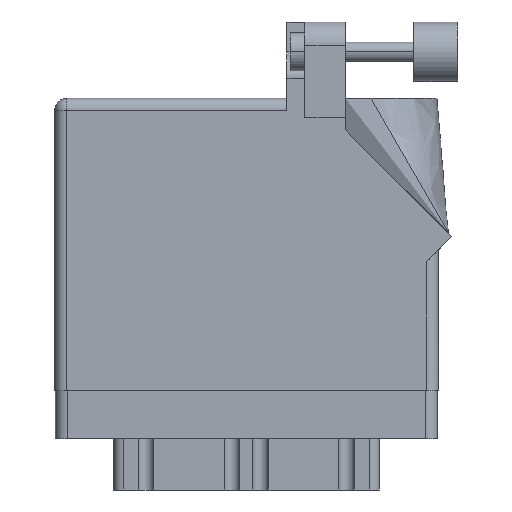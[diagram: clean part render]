
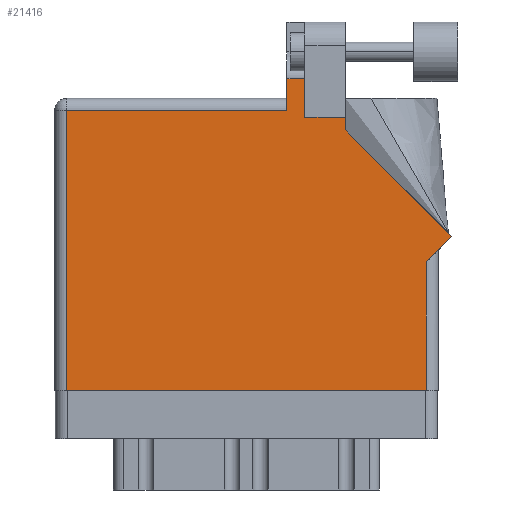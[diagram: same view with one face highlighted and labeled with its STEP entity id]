
A CAD part, front view. The second image highlights one B-rep face of the part: STEP entity #21416.
In plain terms, the highlighted face is planar.
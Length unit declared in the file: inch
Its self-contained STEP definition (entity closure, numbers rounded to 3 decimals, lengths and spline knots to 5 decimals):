
#20 = AXIS2_PLACEMENT_3D ( 'NONE', #6730, #31339, #15128 ) ;
#187 = LINE ( 'NONE', #11058, #1788 ) ;
#349 = DIRECTION ( 'NONE',  ( -0.707, 0.707, 0. ) ) ;
#1326 = VERTEX_POINT ( 'NONE', #20102 ) ;
#1530 = DIRECTION ( 'NONE',  ( 0.707, 0.707, 0. ) ) ;
#1788 = VECTOR ( 'NONE', #349, 39.37008 ) ;
#1868 = CARTESIAN_POINT ( 'NONE',  ( 1.311, 1.43, 0. ) ) ;
#2015 = EDGE_LOOP ( 'NONE', ( #5568, #11693, #20860, #35233, #16103, #26228, #26757, #23604, #24181, #11283, #32451 ) ) ;
#2560 = VECTOR ( 'NONE', #4687, 39.37008 ) ;
#2637 = CARTESIAN_POINT ( 'NONE',  ( 1.948, 0.675, 0. ) ) ;
#3054 = EDGE_CURVE ( 'NONE', #26923, #22059, #30719, .T. ) ;
#3301 = VECTOR ( 'NONE', #4557, 39.37008 ) ;
#3449 = DIRECTION ( 'NONE',  ( 1., 0., 0. ) ) ;
#4420 = CARTESIAN_POINT ( 'NONE',  ( 0.062, 0., 0. ) ) ;
#4557 = DIRECTION ( 'NONE',  ( 0., 1., 0. ) ) ;
#4687 = DIRECTION ( 'NONE',  ( -1., 0., 0. ) ) ;
#4920 = VERTEX_POINT ( 'NONE', #14642 ) ;
#5483 = VERTEX_POINT ( 'NONE', #12451 ) ;
#5568 = ORIENTED_EDGE ( 'NONE', *, *, #8327, .T. ) ;
#5621 = EDGE_CURVE ( 'NONE', #25438, #26923, #28840, .T. ) ;
#5816 = VECTOR ( 'NONE', #6507, 39.37008 ) ;
#5839 = EDGE_CURVE ( 'NONE', #21468, #34132, #25565, .T. ) ;
#6478 = CARTESIAN_POINT ( 'NONE',  ( 0., 0., 0. ) ) ;
#6507 = DIRECTION ( 'NONE',  ( -1., 0., 0. ) ) ;
#6730 = CARTESIAN_POINT ( 'NONE',  ( 0., 1.53, 0. ) ) ;
#8327 = EDGE_CURVE ( 'NONE', #5483, #33240, #12403, .T. ) ;
#8335 = CARTESIAN_POINT ( 'NONE',  ( 1.217, 1.468, 0. ) ) ;
#10267 = VECTOR ( 'NONE', #22796, 39.37008 ) ;
#11058 = CARTESIAN_POINT ( 'NONE',  ( 2.08071, 0.80771, 0. ) ) ;
#11283 = ORIENTED_EDGE ( 'NONE', *, *, #16591, .T. ) ;
#11420 = VECTOR ( 'NONE', #1530, 39.37008 ) ;
#11693 = ORIENTED_EDGE ( 'NONE', *, *, #25079, .T. ) ;
#11955 = EDGE_CURVE ( 'NONE', #34132, #25438, #15905, .T. ) ;
#12403 = LINE ( 'NONE', #1868, #3301 ) ;
#12451 = CARTESIAN_POINT ( 'NONE',  ( 1.311, 1.43, 0. ) ) ;
#12602 = LINE ( 'NONE', #33813, #11420 ) ;
#14642 = CARTESIAN_POINT ( 'NONE',  ( 1.524, 1.36442, 0. ) ) ;
#14699 = VERTEX_POINT ( 'NONE', #33298 ) ;
#14822 = EDGE_CURVE ( 'NONE', #22059, #28819, #20291, .T. ) ;
#15128 = DIRECTION ( 'NONE',  ( -1., 0., 0. ) ) ;
#15302 = DIRECTION ( 'NONE',  ( 0., -1., 0. ) ) ;
#15905 = LINE ( 'NONE', #29102, #2560 ) ;
#16103 = ORIENTED_EDGE ( 'NONE', *, *, #5621, .T. ) ;
#16315 = CARTESIAN_POINT ( 'NONE',  ( 1.948, 0., 0. ) ) ;
#16591 = EDGE_CURVE ( 'NONE', #4920, #14699, #34982, .T. ) ;
#16814 = CARTESIAN_POINT ( 'NONE',  ( 0.062, 1.468, 0. ) ) ;
#17184 = EDGE_CURVE ( 'NONE', #14699, #5483, #24942, .T. ) ;
#18766 = DIRECTION ( 'NONE',  ( 0., 1., 0. ) ) ;
#19432 = VECTOR ( 'NONE', #3449, 39.37008 ) ;
#19710 = CARTESIAN_POINT ( 'NONE',  ( 1.64177, 1.6315, 0. ) ) ;
#19829 = VECTOR ( 'NONE', #15302, 39.37008 ) ;
#20049 = DIRECTION ( 'NONE',  ( 0., -1., 0. ) ) ;
#20102 = CARTESIAN_POINT ( 'NONE',  ( 2.08071, 0.80771, 0. ) ) ;
#20291 = LINE ( 'NONE', #31152, #10267 ) ;
#20860 = ORIENTED_EDGE ( 'NONE', *, *, #5839, .T. ) ;
#21350 = CARTESIAN_POINT ( 'NONE',  ( 1.217, 1.6315, 0. ) ) ;
#21416 = ADVANCED_FACE ( 'NONE', ( #23500 ), #28309, .F. ) ;
#21468 = VERTEX_POINT ( 'NONE', #21350 ) ;
#22059 = VERTEX_POINT ( 'NONE', #16315 ) ;
#22796 = DIRECTION ( 'NONE',  ( 0., 1., 0. ) ) ;
#23105 = EDGE_CURVE ( 'NONE', #28819, #1326, #12602, .T. ) ;
#23500 = FACE_OUTER_BOUND ( 'NONE', #2015, .T. ) ;
#23604 = ORIENTED_EDGE ( 'NONE', *, *, #23105, .T. ) ;
#24181 = ORIENTED_EDGE ( 'NONE', *, *, #24191, .T. ) ;
#24191 = EDGE_CURVE ( 'NONE', #1326, #4920, #187, .T. ) ;
#24942 = LINE ( 'NONE', #33141, #32054 ) ;
#25079 = EDGE_CURVE ( 'NONE', #33240, #21468, #25582, .T. ) ;
#25387 = CARTESIAN_POINT ( 'NONE',  ( 1.217, 1.53, 0. ) ) ;
#25438 = VERTEX_POINT ( 'NONE', #16814 ) ;
#25565 = LINE ( 'NONE', #25387, #27199 ) ;
#25582 = LINE ( 'NONE', #19710, #5816 ) ;
#26228 = ORIENTED_EDGE ( 'NONE', *, *, #3054, .T. ) ;
#26757 = ORIENTED_EDGE ( 'NONE', *, *, #14822, .T. ) ;
#26923 = VERTEX_POINT ( 'NONE', #27952 ) ;
#27199 = VECTOR ( 'NONE', #20049, 39.37008 ) ;
#27952 = CARTESIAN_POINT ( 'NONE',  ( 0.062, 0., 0. ) ) ;
#28309 = PLANE ( 'NONE',  #20 ) ;
#28819 = VERTEX_POINT ( 'NONE', #2637 ) ;
#28840 = LINE ( 'NONE', #4420, #19829 ) ;
#29102 = CARTESIAN_POINT ( 'NONE',  ( 0., 1.468, 0. ) ) ;
#30719 = LINE ( 'NONE', #6478, #19432 ) ;
#31152 = CARTESIAN_POINT ( 'NONE',  ( 1.948, 0.737, 0. ) ) ;
#31339 = DIRECTION ( 'NONE',  ( 0., 0., -1. ) ) ;
#32054 = VECTOR ( 'NONE', #33679, 39.37008 ) ;
#32451 = ORIENTED_EDGE ( 'NONE', *, *, #17184, .T. ) ;
#32576 = VECTOR ( 'NONE', #18766, 39.37008 ) ;
#32665 = CARTESIAN_POINT ( 'NONE',  ( 1.524, 1.36442, 0. ) ) ;
#33141 = CARTESIAN_POINT ( 'NONE',  ( 1.524, 1.43, 0. ) ) ;
#33240 = VERTEX_POINT ( 'NONE', #34507 ) ;
#33298 = CARTESIAN_POINT ( 'NONE',  ( 1.524, 1.43, 0. ) ) ;
#33679 = DIRECTION ( 'NONE',  ( -1., 0., 0. ) ) ;
#33813 = CARTESIAN_POINT ( 'NONE',  ( 2.01, 0.737, 0. ) ) ;
#34132 = VERTEX_POINT ( 'NONE', #8335 ) ;
#34507 = CARTESIAN_POINT ( 'NONE',  ( 1.311, 1.6315, 0. ) ) ;
#34982 = LINE ( 'NONE', #32665, #32576 ) ;
#35233 = ORIENTED_EDGE ( 'NONE', *, *, #11955, .T. ) ;
